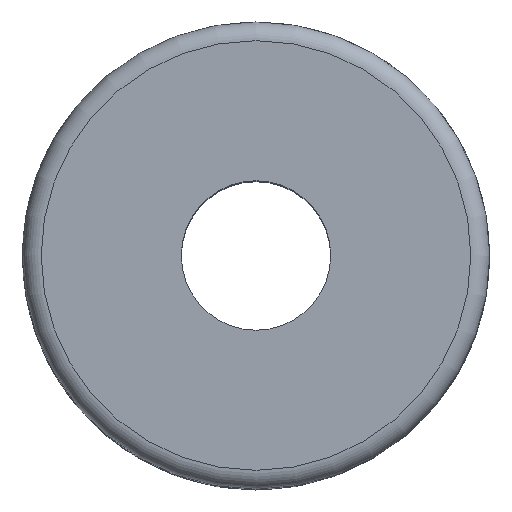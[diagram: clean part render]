
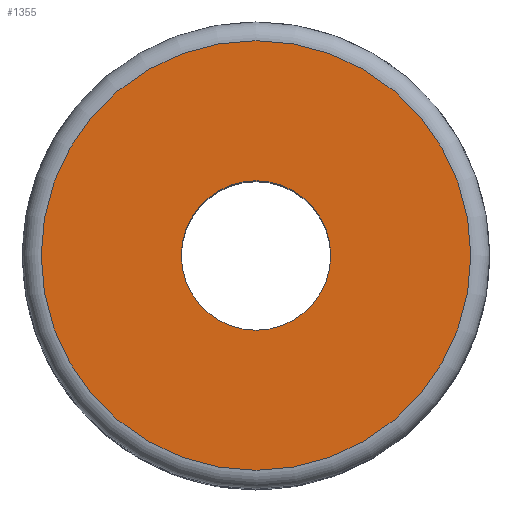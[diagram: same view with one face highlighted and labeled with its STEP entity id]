
A CAD part, top view. The second image highlights one B-rep face of the part: STEP entity #1355.
In plain terms, the highlighted planar face has unit normal (0, 0, 1).
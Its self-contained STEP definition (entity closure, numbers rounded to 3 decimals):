
#50=FACE_BOUND('',#238,.T.);
#68=PLANE('',#1580);
#147=FACE_OUTER_BOUND('',#237,.T.);
#237=EDGE_LOOP('',(#1222));
#238=EDGE_LOOP('',(#1223));
#456=CIRCLE('',#1531,11.5);
#458=CIRCLE('',#1534,4.);
#587=VERTEX_POINT('',#2436);
#589=VERTEX_POINT('',#2442);
#771=EDGE_CURVE('',#587,#587,#456,.T.);
#774=EDGE_CURVE('',#589,#589,#458,.T.);
#1222=ORIENTED_EDGE('',*,*,#771,.T.);
#1223=ORIENTED_EDGE('',*,*,#774,.T.);
#1355=ADVANCED_FACE('',(#147,#50),#68,.F.);
#1531=AXIS2_PLACEMENT_3D('',#2438,#1946,#1947);
#1534=AXIS2_PLACEMENT_3D('',#2444,#1953,#1954);
#1580=AXIS2_PLACEMENT_3D('',#2606,#2058,#2059);
#1946=DIRECTION('center_axis',(0.,0.,1.));
#1947=DIRECTION('ref_axis',(-1.,0.,0.));
#1953=DIRECTION('center_axis',(0.,0.,-1.));
#1954=DIRECTION('ref_axis',(0.5,-0.866,0.));
#2058=DIRECTION('center_axis',(0.,0.,-1.));
#2059=DIRECTION('ref_axis',(0.5,-0.866,0.));
#2436=CARTESIAN_POINT('',(11.5,0.,19.5));
#2438=CARTESIAN_POINT('Origin',(0.,0.,
19.5));
#2442=CARTESIAN_POINT('',(2.,-3.464,19.5));
#2444=CARTESIAN_POINT('Origin',(0.,0.,
19.5));
#2606=CARTESIAN_POINT('Origin',(0.,0.,
19.5));
